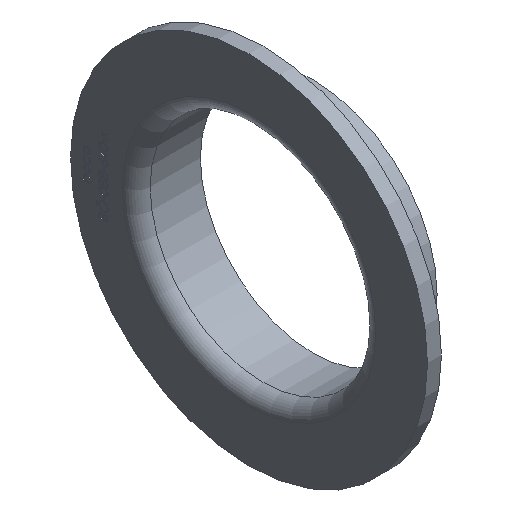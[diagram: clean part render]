
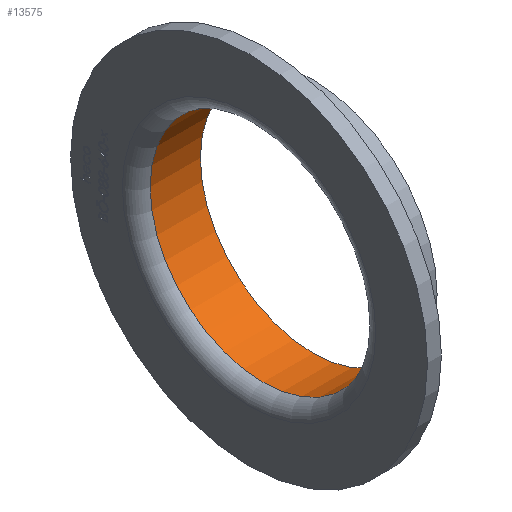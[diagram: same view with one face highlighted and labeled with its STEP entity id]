
A CAD part, isometric view. The second image highlights one B-rep face of the part: STEP entity #13575.
In plain terms, the highlighted cylindrical face has radius 40.45 mm (diameter 80.9 mm), a full revolution.
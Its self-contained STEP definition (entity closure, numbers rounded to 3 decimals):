
#22 = DIRECTION ( 'NONE',  ( 0., 0., 1. ) ) ;
#1192 = CARTESIAN_POINT ( 'NONE',  ( 5., 0., 0. ) ) ;
#1435 = CARTESIAN_POINT ( 'NONE',  ( 23., 0., 0. ) ) ;
#1586 = EDGE_CURVE ( 'NONE', #9423, #9423, #11054, .T. ) ;
#1603 = CARTESIAN_POINT ( 'NONE',  ( 5., 0., -40.45 ) ) ;
#2800 = CARTESIAN_POINT ( 'NONE',  ( 0., 0., 0. ) ) ;
#3055 = AXIS2_PLACEMENT_3D ( 'NONE', #1192, #7597, #4044 ) ;
#3987 = FACE_OUTER_BOUND ( 'NONE', #4746, .T. ) ;
#4044 = DIRECTION ( 'NONE',  ( 0., 0., -1. ) ) ;
#4065 = FACE_OUTER_BOUND ( 'NONE', #8297, .T. ) ;
#4140 = DIRECTION ( 'NONE',  ( -1., 0., 0. ) ) ;
#4746 = EDGE_LOOP ( 'NONE', ( #9920 ) ) ;
#6756 = CIRCLE ( 'NONE', #3055, 40.45 ) ;
#7597 = DIRECTION ( 'NONE',  ( -1., 0., 0. ) ) ;
#8297 = EDGE_LOOP ( 'NONE', ( #15059 ) ) ;
#9423 = VERTEX_POINT ( 'NONE', #12050 ) ;
#9920 = ORIENTED_EDGE ( 'NONE', *, *, #1586, .F. ) ;
#10118 = DIRECTION ( 'NONE',  ( -1., 0., 0. ) ) ;
#11054 = CIRCLE ( 'NONE', #13455, 40.45 ) ;
#11138 = AXIS2_PLACEMENT_3D ( 'NONE', #2800, #4140, #22 ) ;
#11173 = EDGE_CURVE ( 'NONE', #14450, #14450, #6756, .T. ) ;
#12050 = CARTESIAN_POINT ( 'NONE',  ( 23., 0., 40.45 ) ) ;
#12551 = DIRECTION ( 'NONE',  ( 0., 0., 1. ) ) ;
#13455 = AXIS2_PLACEMENT_3D ( 'NONE', #1435, #10118, #12551 ) ;
#13575 = ADVANCED_FACE ( 'NONE', ( #4065, #3987 ), #15459, .F. ) ;
#14450 = VERTEX_POINT ( 'NONE', #1603 ) ;
#15059 = ORIENTED_EDGE ( 'NONE', *, *, #11173, .T. ) ;
#15459 = CYLINDRICAL_SURFACE ( 'NONE', #11138, 40.45 ) ;
